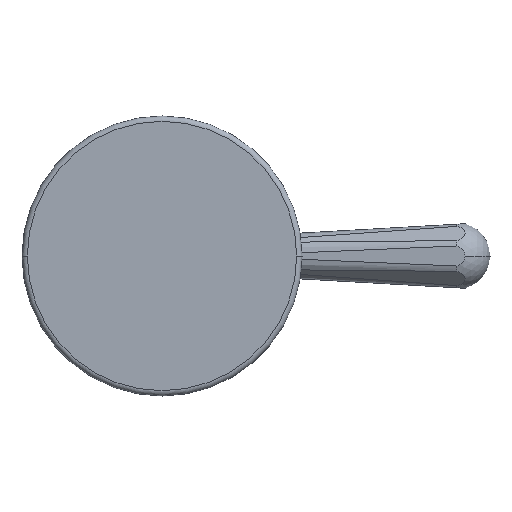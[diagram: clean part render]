
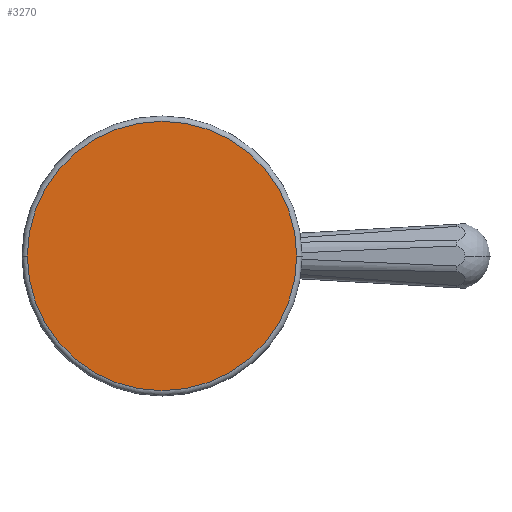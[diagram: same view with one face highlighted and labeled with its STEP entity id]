
A CAD part, front view. The second image highlights one B-rep face of the part: STEP entity #3270.
In plain terms, the highlighted planar face has unit normal (0, -1, 0).
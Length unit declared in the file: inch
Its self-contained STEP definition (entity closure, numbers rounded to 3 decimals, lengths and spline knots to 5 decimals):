
#52=CARTESIAN_POINT('',(0.,0.,0.));
#53=DIRECTION('',(0.,1.,0.));
#54=DIRECTION('',(1.,0.,0.));
#55=AXIS2_PLACEMENT_3D('',#52,#53,#54);
#62=CARTESIAN_POINT('',(0.,0.,0.));
#63=DIRECTION('',(0.,-1.,0.));
#64=DIRECTION('',(1.,0.,0.));
#65=AXIS2_PLACEMENT_3D('',#62,#63,#64);
#2713=CARTESIAN_POINT('',(1.2625,0.,0.));
#2714=CARTESIAN_POINT('',(-1.2625,0.,0.));
#2715=VERTEX_POINT('',#2713);
#2716=VERTEX_POINT('',#2714);
#3260=CARTESIAN_POINT('',(0.,0.,0.));
#3261=DIRECTION('',(0.,1.,0.));
#3262=DIRECTION('',(-1.,0.,0.));
#3263=AXIS2_PLACEMENT_3D('',#3260,#3261,#3262);
#3264=PLANE('',#3263);
#3266=ORIENTED_EDGE('',*,*,#3265,.F.);
#3267=ORIENTED_EDGE('',*,*,#3250,.T.);
#3268=EDGE_LOOP('',(#3266,#3267));
#3269=FACE_OUTER_BOUND('',#3268,.F.);
#3270=ADVANCED_FACE('',(#3269),#3264,.F.);
#56=CIRCLE('',#55,1.2625);
#66=CIRCLE('',#65,1.2625);
#3250=EDGE_CURVE('',#2715,#2716,#56,.T.);
#3265=EDGE_CURVE('',#2715,#2716,#66,.T.);
